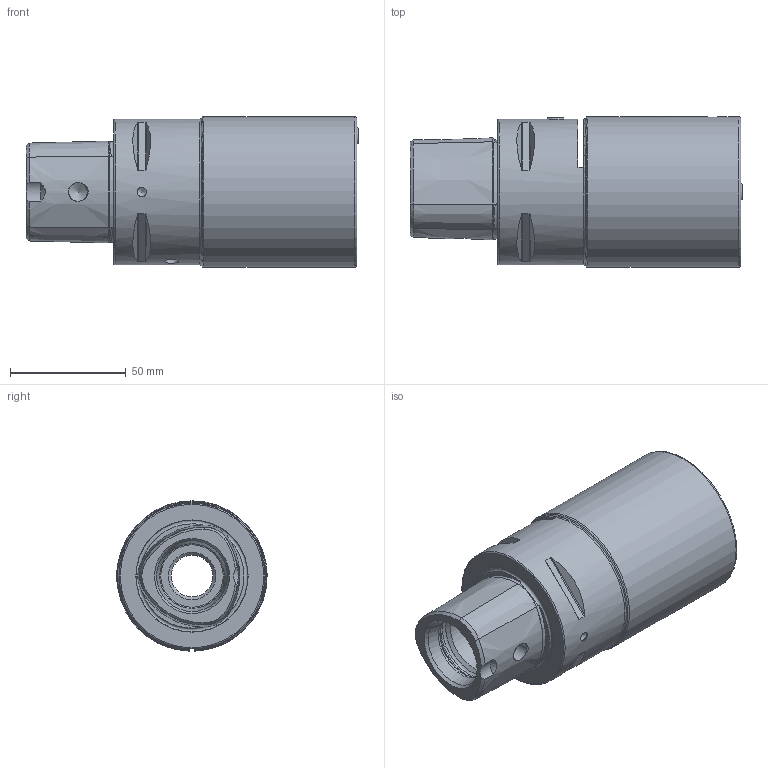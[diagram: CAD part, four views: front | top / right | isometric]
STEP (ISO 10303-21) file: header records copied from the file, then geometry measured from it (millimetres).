
FILE_DESCRIPTION (( 'STEP AP214' ), '1' );
FILE_NAME ('PS6.B32.K21.105.STEP', '2020-12-22T07:43:46', ( '' ), ( '' ), 'SwSTEP 2.0', 'SolidWorks 2017', '' );
FILE_SCHEMA (( 'AUTOMOTIVE_DESIGN' ));
Length unit declared in the file: millimetre
Products named in the file (11): KU1-U12.002.010_A; ISO 4028 - M10 x 16; PS6-B32.K21.105_A; ISO 4027 - M6 x 16_PreviewCfg; KU1-U12.003.010_B; KU1-U12.002.010; PS6.B32.K21.105; DIN 3771 - 8x1.5; ISO 4028 - M8 x 16; KVT_MB_600_060; ISO 4762 - M6 x 16_PreviewCfg
Assembly tree (12 placements, depth 3):
  PS6.B32.K21.105
    PS6-B32.K21.105_A
    ISO 4762 - M6 x 16_PreviewCfg  x3
    ISO 4028 - M10 x 16
    ISO 4028 - M8 x 16
    ISO 4027 - M6 x 16_PreviewCfg
    KVT_MB_600_060
    KU1-U12.002.010
      KU1-U12.003.010_B
      KU1-U12.002.010_A
      DIN 3771 - 8x1.5
Bounding box: 143.48 x 64.99 x 64.98 mm (x, y, z)
Volume: 284475.8 mm3; surface area: 58830.2 mm2
Topology: 12 solids, 12 shells, 329 faces, 793 edges, 488 vertices
Faces by surface type: plane 146, cone 89, cylinder 65, torus 26, sphere 3
Full cylindrical faces by diameter (mm): 4 x2, 5 x8, 5.5 x1, 6 x7, 6.4 x3, 6.8 x2, 7 x1, 8 x1, 8.1 x2, 8.5 x2, 10 x5, 11 x1, 12 x1, 18 x1, 28 x2, 32 x2, 32.6 x1, 63 x1
Entity records: 9374 total; most frequent: CARTESIAN_POINT 2799, DIRECTION 1272, ORIENTED_EDGE 1094, EDGE_CURVE 547, AXIS2_PLACEMENT_3D 542, EDGE_LOOP 412, VERTEX_POINT 385, FACE_OUTER_BOUND 333
